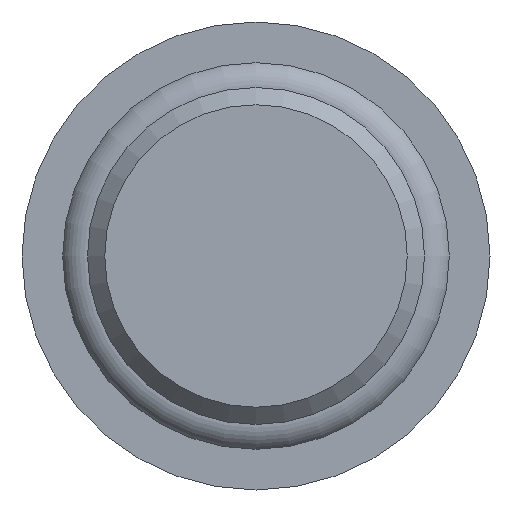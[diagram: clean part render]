
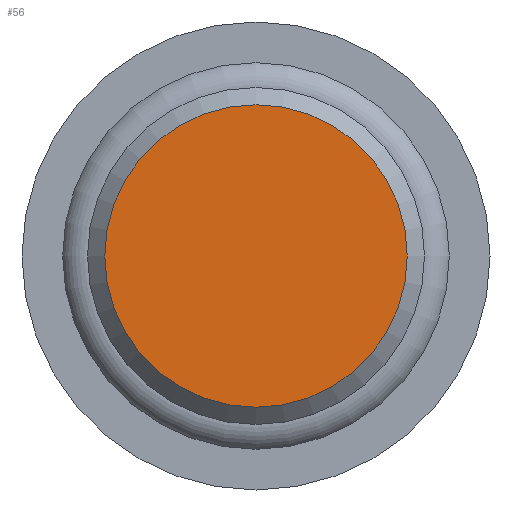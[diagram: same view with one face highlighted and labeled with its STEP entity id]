
A CAD part, front view. The second image highlights one B-rep face of the part: STEP entity #56.
In plain terms, the highlighted planar face has unit normal (0, -1, 0).
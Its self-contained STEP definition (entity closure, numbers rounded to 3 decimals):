
#56 = ADVANCED_FACE( '', ( #126 ), #127, .F. );
#126 = FACE_OUTER_BOUND( '', #215, .T. );
#127 = PLANE( '', #216 );
#215 = EDGE_LOOP( '', ( #315 ) );
#216 = AXIS2_PLACEMENT_3D( '', #316, #317, #318 );
#315 = ORIENTED_EDGE( '', *, *, #466, .T. );
#316 = CARTESIAN_POINT( '', ( 8.08, -11., 0. ) );
#317 = DIRECTION( '', ( 0., 1., 0. ) );
#318 = DIRECTION( '', ( 0., 0., 1. ) );
#466 = EDGE_CURVE( '', #536, #536, #537, .T. );
#536 = VERTEX_POINT( '', #646 );
#537 = CIRCLE( '', #647, 8.08 );
#646 = CARTESIAN_POINT( '', ( 0., -11., -8.08 ) );
#647 = AXIS2_PLACEMENT_3D( '', #761, #762, #763 );
#761 = CARTESIAN_POINT( '', ( 0., -11., 0. ) );
#762 = DIRECTION( '', ( 0., -1., 0. ) );
#763 = DIRECTION( '', ( 0., 0., -1. ) );
